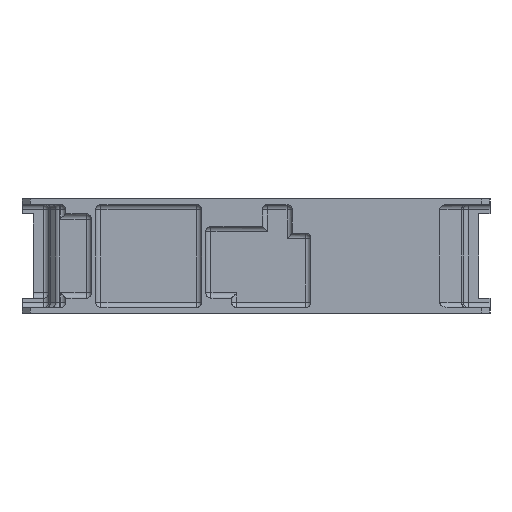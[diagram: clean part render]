
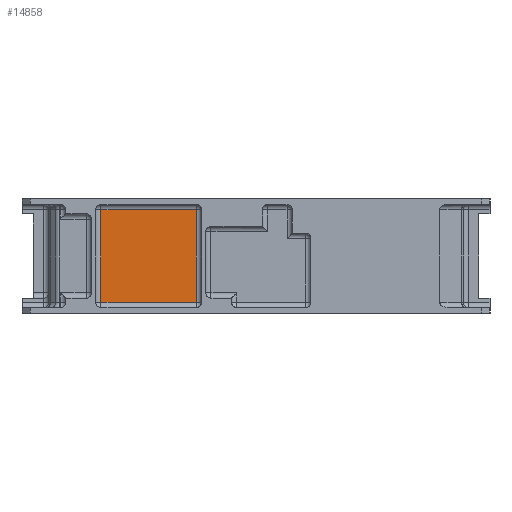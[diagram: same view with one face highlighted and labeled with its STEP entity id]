
A CAD part, left-side view. The second image highlights one B-rep face of the part: STEP entity #14858.
In plain terms, the highlighted planar face has unit normal (-1, 0, 0).
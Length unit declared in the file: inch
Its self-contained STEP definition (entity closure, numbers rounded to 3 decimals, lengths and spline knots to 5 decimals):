
#532 = CARTESIAN_POINT ( 'NONE',  ( 0.46, 6.65, 11.88386 ) ) ;
#749 = ORIENTED_EDGE ( 'NONE', *, *, #4791, .T. ) ;
#2379 = VECTOR ( 'NONE', #8527, 39.37008 ) ;
#2938 = ORIENTED_EDGE ( 'NONE', *, *, #12328, .T. ) ;
#3131 = VERTEX_POINT ( 'NONE', #14870 ) ;
#3735 = DIRECTION ( 'NONE',  ( -1., 0., 0. ) ) ;
#4105 = VERTEX_POINT ( 'NONE', #16036 ) ;
#4791 = EDGE_CURVE ( 'NONE', #13264, #4105, #5362, .T. ) ;
#4875 = CARTESIAN_POINT ( 'NONE',  ( 0.46, 4.401, 11.88386 ) ) ;
#5362 = LINE ( 'NONE', #16084, #8112 ) ;
#5658 = AXIS2_PLACEMENT_3D ( 'NONE', #4875, #3735, #9144 ) ;
#6277 = DIRECTION ( 'NONE',  ( 0., 1., 0. ) ) ;
#6516 = ORIENTED_EDGE ( 'NONE', *, *, #10965, .T. ) ;
#7171 = VECTOR ( 'NONE', #11216, 39.37008 ) ;
#7493 = VERTEX_POINT ( 'NONE', #14625 ) ;
#7547 = EDGE_LOOP ( 'NONE', ( #749, #6516, #16315, #2938 ) ) ;
#7657 = FACE_OUTER_BOUND ( 'NONE', #7547, .T. ) ;
#8112 = VECTOR ( 'NONE', #9286, 39.37008 ) ;
#8527 = DIRECTION ( 'NONE',  ( 0., 0., -1. ) ) ;
#8835 = EDGE_CURVE ( 'NONE', #3131, #7493, #15134, .T. ) ;
#9144 = DIRECTION ( 'NONE',  ( 0., -1., 0. ) ) ;
#9286 = DIRECTION ( 'NONE',  ( 0., 0., 1. ) ) ;
#9668 = CARTESIAN_POINT ( 'NONE',  ( 0.46, 4.401, 0.19 ) ) ;
#10965 = EDGE_CURVE ( 'NONE', #4105, #3131, #12805, .T. ) ;
#10970 = LINE ( 'NONE', #9668, #7171 ) ;
#11216 = DIRECTION ( 'NONE',  ( 0., -1., 0. ) ) ;
#12328 = EDGE_CURVE ( 'NONE', #7493, #13264, #10970, .T. ) ;
#12805 = LINE ( 'NONE', #15510, #13516 ) ;
#12817 = CARTESIAN_POINT ( 'NONE',  ( 0.46, 5.02, 0.19 ) ) ;
#13264 = VERTEX_POINT ( 'NONE', #12817 ) ;
#13516 = VECTOR ( 'NONE', #6277, 39.37008 ) ;
#14625 = CARTESIAN_POINT ( 'NONE',  ( 0.46, 6.65, 0.19 ) ) ;
#14858 = ADVANCED_FACE ( 'NONE', ( #7657 ), #15668, .T. ) ;
#14870 = CARTESIAN_POINT ( 'NONE',  ( 0.46, 6.65, 1.77 ) ) ;
#15134 = LINE ( 'NONE', #532, #2379 ) ;
#15510 = CARTESIAN_POINT ( 'NONE',  ( 0.46, 4.401, 1.77 ) ) ;
#15668 = PLANE ( 'NONE',  #5658 ) ;
#16036 = CARTESIAN_POINT ( 'NONE',  ( 0.46, 5.02, 1.77 ) ) ;
#16084 = CARTESIAN_POINT ( 'NONE',  ( 0.46, 5.02, 11.88386 ) ) ;
#16315 = ORIENTED_EDGE ( 'NONE', *, *, #8835, .T. ) ;
